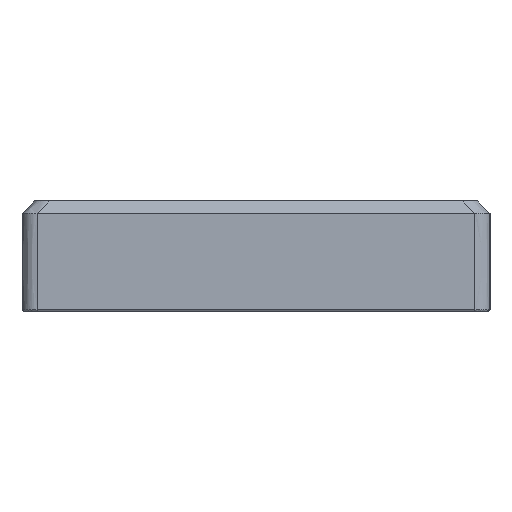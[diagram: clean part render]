
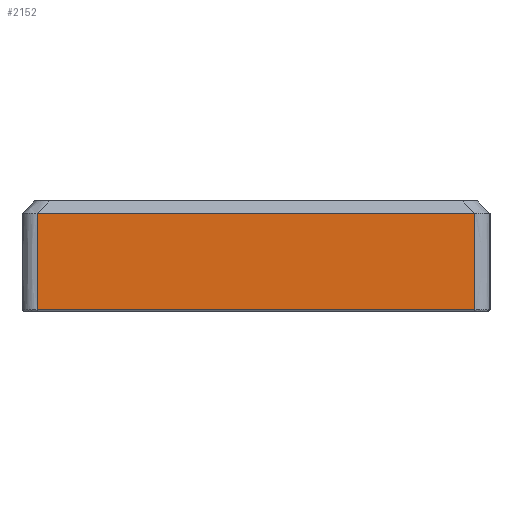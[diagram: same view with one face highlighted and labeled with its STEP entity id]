
A CAD part, left-side view. The second image highlights one B-rep face of the part: STEP entity #2152.
In plain terms, the highlighted planar face has unit normal (-1, 0, 0).
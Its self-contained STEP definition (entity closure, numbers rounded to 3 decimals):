
#61=PLANE('',#2356);
#116=B_SPLINE_CURVE_WITH_KNOTS('',3,(#3609,#3610,#3611,#3612),
 .UNSPECIFIED.,.F.,.F.,(4,4),(-0.075,1.82),
 .UNSPECIFIED.);
#124=B_SPLINE_CURVE_WITH_KNOTS('',3,(#3736,#3737,#3738,#3739),
 .UNSPECIFIED.,.F.,.F.,(4,4),(-0.075,1.82),.UNSPECIFIED.);
#208=FACE_OUTER_BOUND('',#344,.T.);
#344=EDGE_LOOP('',(#1673,#1674,#1675,#1676));
#494=LINE('',#3521,#660);
#505=LINE('',#3735,#671);
#660=VECTOR('',#2753,10.);
#671=VECTOR('',#2784,10.);
#967=VERTEX_POINT('',#3503);
#969=VERTEX_POINT('',#3517);
#974=VERTEX_POINT('',#3596);
#980=VERTEX_POINT('',#3734);
#1213=EDGE_CURVE('',#967,#969,#494,.T.);
#1221=EDGE_CURVE('',#974,#967,#116,.F.);
#1237=EDGE_CURVE('',#980,#974,#505,.T.);
#1238=EDGE_CURVE('',#969,#980,#124,.T.);
#1673=ORIENTED_EDGE('',*,*,#1213,.F.);
#1674=ORIENTED_EDGE('',*,*,#1221,.F.);
#1675=ORIENTED_EDGE('',*,*,#1237,.F.);
#1676=ORIENTED_EDGE('',*,*,#1238,.F.);
#2152=ADVANCED_FACE('',(#208),#61,.T.);
#2356=AXIS2_PLACEMENT_3D('',#3733,#2782,#2783);
#2753=DIRECTION('',(0.,1.,0.));
#2782=DIRECTION('center_axis',(-1.,0.,0.));
#2783=DIRECTION('ref_axis',(0.,-1.,0.));
#2784=DIRECTION('',(0.,-1.,0.));
#3503=CARTESIAN_POINT('',(61.056,-133.587,-12.15));
#3517=CARTESIAN_POINT('',(61.056,-47.388,-12.15));
#3521=CARTESIAN_POINT('',(61.056,-46.388,-12.15));
#3596=CARTESIAN_POINT('',(61.056,-133.587,6.8));
#3609=CARTESIAN_POINT('Ctrl Pts',(61.056,-133.587,-12.15));
#3610=CARTESIAN_POINT('Ctrl Pts',(61.056,-133.587,-5.833));
#3611=CARTESIAN_POINT('Ctrl Pts',(61.056,-133.587,0.483));
#3612=CARTESIAN_POINT('Ctrl Pts',(61.056,-133.587,6.8));
#3733=CARTESIAN_POINT('Origin',(61.056,-44.388,1.6));
#3734=CARTESIAN_POINT('',(61.056,-47.388,6.8));
#3735=CARTESIAN_POINT('',(61.056,-67.438,6.8));
#3736=CARTESIAN_POINT('Ctrl Pts',(61.056,-47.388,-12.15));
#3737=CARTESIAN_POINT('Ctrl Pts',(61.056,-47.388,-5.833));
#3738=CARTESIAN_POINT('Ctrl Pts',(61.056,-47.388,0.483));
#3739=CARTESIAN_POINT('Ctrl Pts',(61.056,-47.388,6.8));
